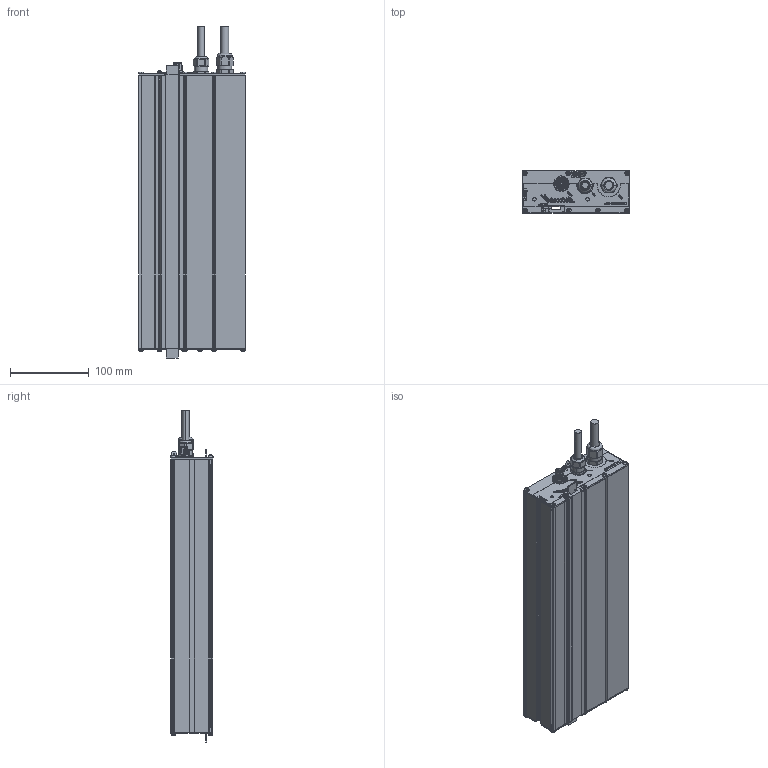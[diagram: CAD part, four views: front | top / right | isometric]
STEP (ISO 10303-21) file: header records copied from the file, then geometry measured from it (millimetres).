
FILE_DESCRIPTION (( 'STEP AP214' ), '1' );
FILE_NAME ('TEST.STEP', '2020-02-05T06:40:38', ( '' ), ( '' ), 'SwSTEP 2.0', 'SolidWorks 2019', '' );
FILE_SCHEMA (( 'AUTOMOTIVE_DESIGN' ));
Length unit declared in the file: millimetre
Products named in the file (23): SKINTOP ST-M 16x1,5; Etikett_104x16_LIMAX-Typenschild; Gehäuseverschraubung - SACC-BP-M-M12_M15-6-THR SCO; Z-101479; Einbausteckverbinder - SACC-CI-M12MS-4CON-L90 SCO; Z-100197; Etikett_96x45_LIMAX33CP; Blechschraube ISO 7049 Stahl einsatzgehärtet   verzinkt blau_2.9x13; KAB BG LIMAX33CP-00-XX.X^Z-100196; Z-100198_KA3; 1413999^Gehäuseverschraubung - SACC-BP-M-M12_M15-6-THR SCO; Z-100195_L„nge 345; Steckzunge DIN46342_6.3mm_M3 mit Erdungszeichen; Unterlage LIMAX2_LIMAX2-RED; Halteplättchen LIMAX-M; TEST; Etikett_96x45_LIMAX3CP_1; Kabelverschraubung PROGRESS EMV M16 8-10mm; Linsenblechschraube ISO 14585 Stahl einsatzgehärtet   verzinkt blau_2.9x9.5; Flachrund-Blindniete A 3.2x6.5 (KL=2.8); 415850^Gehäuseverschraubung - SACC-BP-M-M12_M15-6-THR SCO; Z-100198_GS; Kabelstummel^KAB BG LIMAX33CP-00-XX.X_Z-100196_LIMAX33CP-03-2SWS
Assembly tree (38 placements, depth 3):
  TEST
    Z-100195_L„nge 345
    Z-100197
    Unterlage LIMAX2_LIMAX2-RED
    Halteplättchen LIMAX-M
    Z-100198_GS
    Linsenblechschraube ISO 14585 Stahl einsatzgehärtet   verzinkt blau_2.9x9.5  x17
    Blechschraube ISO 7049 Stahl einsatzgehärtet   verzinkt blau_2.9x13
    Etikett_104x16_LIMAX-Typenschild
    Etikett_96x45_LIMAX33CP
    Einbausteckverbinder - SACC-CI-M12MS-4CON-L90 SCO
    Gehäuseverschraubung - SACC-BP-M-M12_M15-6-THR SCO
      1413999^Gehäuseverschraubung - SACC-BP-M-M12_M15-6-THR SCO
      415850^Gehäuseverschraubung - SACC-BP-M-M12_M15-6-THR SCO
    Etikett_96x45_LIMAX3CP_1
    Z-101479
    KAB BG LIMAX33CP-00-XX.X^Z-100196
      Z-100198_KA3
      Kabelverschraubung PROGRESS EMV M16 8-10mm
      SKINTOP ST-M 16x1,5
      Flachrund-Blindniete A 3.2x6.5 (KL=2.8)
      Steckzunge DIN46342_6.3mm_M3 mit Erdungszeichen
      Kabelstummel^KAB BG LIMAX33CP-00-XX.X_Z-100196_LIMAX33CP-03-2SWS
Bounding box: 135 x 53.27 x 420.37 mm (x, y, z)
Volume: 413145.7 mm3; surface area: 436711.5 mm2
Topology: 46 solids, 47 shells, 3066 faces, 8757 edges, 5909 vertices
Faces by surface type: plane 1346, cylinder 1038, bspline 279, cone 255, torus 140, sphere 8
Entity records: 122483 total; most frequent: CARTESIAN_POINT 53850, ORIENTED_EDGE 14562, DIRECTION 12091, EDGE_CURVE 7281, VERTEX_POINT 5029, VECTOR 4345, LINE 4345, AXIS2_PLACEMENT_3D 3873
